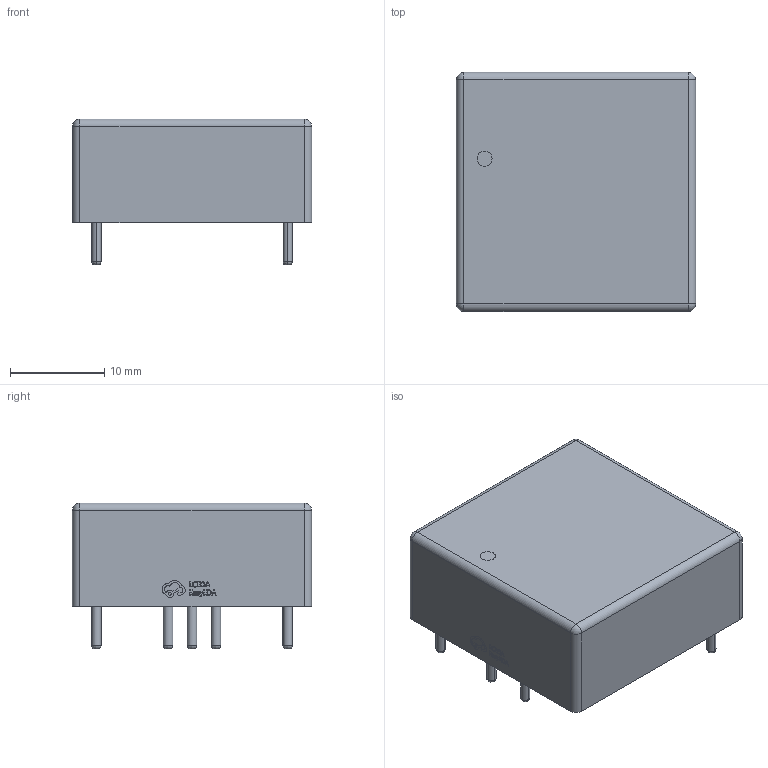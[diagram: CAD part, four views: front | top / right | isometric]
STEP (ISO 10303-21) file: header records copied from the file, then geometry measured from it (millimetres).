
FILE_DESCRIPTION (( 'STEP AP214' ), '1' );
FILE_NAME ('葩璃 蚾饜极6.STEP', '2024-02-02T10:36:43', ( '' ), ( '' ), 'SwSTEP 2.0', 'SolidWorks 2022', '' );
FILE_SCHEMA (( 'AUTOMOTIVE_DESIGN' ));
Length unit declared in the file: millimetre
Products named in the file (5): 葩璃 蚾饜极6; 复件 装配体5^复件 装配体6; 复件 U1^复件 装配体5_复件 装配体6; PWRM-TH_HI-LINK_URXXYMD-20WR3^复件 U1_复件 装配体5_复件 装配体6; SOLID^PWRM-TH_HI-LINK_URXXYMD-20WR3_复件 U1_复件 装配体5_复件 装配体6
Assembly tree (4 placements, depth 5):
  葩璃 蚾饜极6
    复件 装配体5^复件 装配体6
      复件 U1^复件 装配体5_复件 装配体6
        PWRM-TH_HI-LINK_URXXYMD-20WR3^复件 U1_复件 装配体5_复件 装配体6
          SOLID^PWRM-TH_HI-LINK_URXXYMD-20WR3_复件 U1_复件 装配体5_复件 装配体6
Bounding box: 25.41 x 25.4 x 15.5 mm (x, y, z)
Volume: 7097.9 mm3; surface area: 2439.2 mm2
Topology: 1 solids, 1 shells, 275 faces, 721 edges, 470 vertices
Faces by surface type: plane 139, bspline 110, cylinder 22, sphere 4
Entity records: 9946 total; most frequent: CARTESIAN_POINT 3102, ORIENTED_EDGE 1434, DIRECTION 935, EDGE_CURVE 717, VERTEX_POINT 470, LINE 449, VECTOR 449, EDGE_LOOP 301
